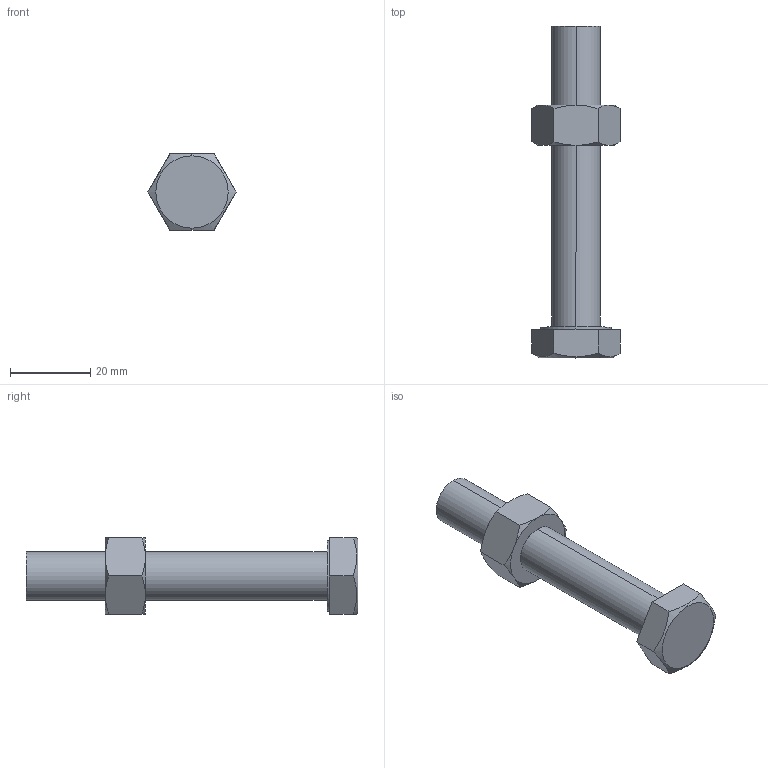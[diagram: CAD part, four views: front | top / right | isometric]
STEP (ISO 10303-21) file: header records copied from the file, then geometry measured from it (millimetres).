
FILE_DESCRIPTION (( 'STEP AP214' ), '1' );
FILE_NAME ('SA-127517.STEP', '2020-09-11T00:05:16', ( 'LinWei' ), ( '' ), 'SwSTEP 2.0', 'SolidWorks 2016', '' );
FILE_SCHEMA (( 'AUTOMOTIVE_DESIGN' ));
Length unit declared in the file: millimetre
Products named in the file (3): 6200120K(DIN934_JIS_)_JIS B 1181 Hexagon nut - Class 2 Finished M12 --N; 7212075K(JIS規範); SA-127517
Assembly tree (2 placements, depth 2):
  SA-127517
    7212075K(JIS規範)
    6200120K(DIN934_JIS_)_JIS B 1181 Hexagon nut - Class 2 Finished M12 --N
Bounding box: 21.94 x 82.7 x 19 mm (x, y, z)
Volume: 13102.2 mm3; surface area: 5308.8 mm2
Topology: 2 solids, 2 shells, 44 faces, 96 edges, 58 vertices
Faces by surface type: cone 18, plane 18, cylinder 8
Entity records: 1446 total; most frequent: CARTESIAN_POINT 411, DIRECTION 194, ORIENTED_EDGE 192, EDGE_CURVE 96, AXIS2_PLACEMENT_3D 81, VERTEX_POINT 58, EDGE_LOOP 48, ADVANCED_FACE 44
